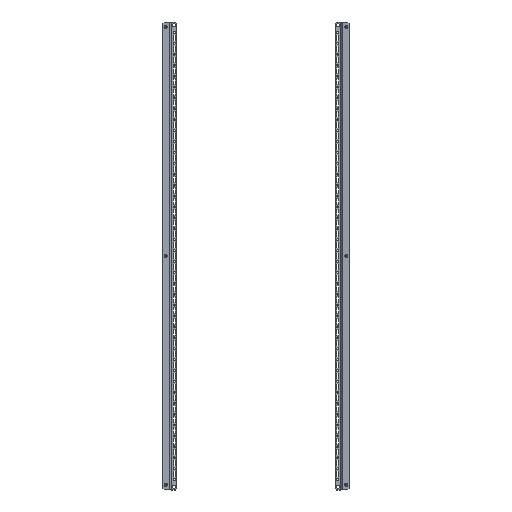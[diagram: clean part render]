
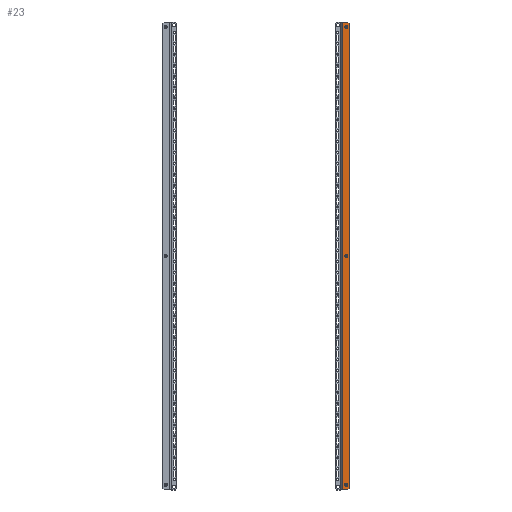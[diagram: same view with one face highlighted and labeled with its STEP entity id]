
A CAD part, top view. The second image highlights one B-rep face of the part: STEP entity #23.
In plain terms, the highlighted face is planar.
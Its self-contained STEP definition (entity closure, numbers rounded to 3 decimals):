
#23 = ADVANCED_FACE ( 'NONE', ( #2227, #2103, #3741, #9477 ), #6510, .T. ) ;
#255 = DIRECTION ( 'NONE',  ( 0., -1., 0. ) ) ;
#365 = DIRECTION ( 'NONE',  ( 0., 0., -1. ) ) ;
#595 = DIRECTION ( 'NONE',  ( -0.707, 0.707, 0. ) ) ;
#994 = CARTESIAN_POINT ( 'NONE',  ( -16.5, 535., 0. ) ) ;
#1037 = VERTEX_POINT ( 'NONE', #7173 ) ;
#1256 = ORIENTED_EDGE ( 'NONE', *, *, #2893, .F. ) ;
#1294 = VERTEX_POINT ( 'NONE', #6791 ) ;
#1300 = AXIS2_PLACEMENT_3D ( 'NONE', #9774, #9876, #10556 ) ;
#1616 = DIRECTION ( 'NONE',  ( -1., 0., 0. ) ) ;
#1676 = EDGE_CURVE ( 'NONE', #8851, #3376, #11235, .T. ) ;
#1966 = VERTEX_POINT ( 'NONE', #3845 ) ;
#2103 = FACE_OUTER_BOUND ( 'NONE', #2351, .T. ) ;
#2125 = CARTESIAN_POINT ( 'NONE',  ( -3.375, 536.5, 0. ) ) ;
#2159 = CARTESIAN_POINT ( 'NONE',  ( -11., 0., 0. ) ) ;
#2227 = FACE_BOUND ( 'NONE', #8423, .T. ) ;
#2309 = DIRECTION ( 'NONE',  ( 0., 0., -1. ) ) ;
#2351 = EDGE_LOOP ( 'NONE', ( #5487, #4991, #9611, #9914, #9314, #4318 ) ) ;
#2515 = ORIENTED_EDGE ( 'NONE', *, *, #4618, .T. ) ;
#2596 = VECTOR ( 'NONE', #595, 1000. ) ;
#2893 = EDGE_CURVE ( 'NONE', #1966, #3045, #9033, .T. ) ;
#2982 = DIRECTION ( 'NONE',  ( -1., 0., 0. ) ) ;
#2985 = LINE ( 'NONE', #994, #8874 ) ;
#3045 = VERTEX_POINT ( 'NONE', #4516 ) ;
#3206 = AXIS2_PLACEMENT_3D ( 'NONE', #6880, #8719, #1616 ) ;
#3309 = EDGE_CURVE ( 'NONE', #5414, #1037, #4678, .T. ) ;
#3376 = VERTEX_POINT ( 'NONE', #11111 ) ;
#3508 = DIRECTION ( 'NONE',  ( -1., 0., 0. ) ) ;
#3567 = EDGE_CURVE ( 'NONE', #1294, #1037, #6904, .T. ) ;
#3741 = FACE_BOUND ( 'NONE', #10274, .T. ) ;
#3845 = CARTESIAN_POINT ( 'NONE',  ( -7.5, 525., 0. ) ) ;
#3970 = AXIS2_PLACEMENT_3D ( 'NONE', #10501, #5326, #2982 ) ;
#4092 = CIRCLE ( 'NONE', #7348, 3.5 ) ;
#4318 = ORIENTED_EDGE ( 'NONE', *, *, #3309, .T. ) ;
#4330 = CARTESIAN_POINT ( 'NONE',  ( -18., -533.5, 0. ) ) ;
#4516 = CARTESIAN_POINT ( 'NONE',  ( -14.5, 525., 0. ) ) ;
#4618 = EDGE_CURVE ( 'NONE', #6611, #5710, #9589, .T. ) ;
#4678 = LINE ( 'NONE', #2125, #9713 ) ;
#4898 = CARTESIAN_POINT ( 'NONE',  ( -18., 536.5, 0. ) ) ;
#4917 = CIRCLE ( 'NONE', #9496, 3.5 ) ;
#4939 = ORIENTED_EDGE ( 'NONE', *, *, #1676, .F. ) ;
#4991 = ORIENTED_EDGE ( 'NONE', *, *, #10208, .T. ) ;
#5271 = DIRECTION ( 'NONE',  ( 1., 0., 0. ) ) ;
#5326 = DIRECTION ( 'NONE',  ( 0., 0., 1. ) ) ;
#5414 = VERTEX_POINT ( 'NONE', #7774 ) ;
#5487 = ORIENTED_EDGE ( 'NONE', *, *, #3567, .F. ) ;
#5642 = DIRECTION ( 'NONE',  ( 0., -1., 0. ) ) ;
#5710 = VERTEX_POINT ( 'NONE', #6404 ) ;
#5988 = DIRECTION ( 'NONE',  ( 0.707, 0.707, 0. ) ) ;
#6027 = LINE ( 'NONE', #11101, #2596 ) ;
#6180 = EDGE_CURVE ( 'NONE', #3045, #1966, #4092, .T. ) ;
#6184 = VECTOR ( 'NONE', #7556, 1000. ) ;
#6191 = ORIENTED_EDGE ( 'NONE', *, *, #8218, .T. ) ;
#6404 = CARTESIAN_POINT ( 'NONE',  ( -14.5, -525., 0. ) ) ;
#6507 = CIRCLE ( 'NONE', #10254, 3.5 ) ;
#6510 = PLANE ( 'NONE',  #8104 ) ;
#6538 = DIRECTION ( 'NONE',  ( -1., 0., 0. ) ) ;
#6612 = ORIENTED_EDGE ( 'NONE', *, *, #10987, .F. ) ;
#6611 = VERTEX_POINT ( 'NONE', #6830 ) ;
#6671 = VERTEX_POINT ( 'NONE', #11223 ) ;
#6678 = CARTESIAN_POINT ( 'NONE',  ( -11., -525., 0. ) ) ;
#6722 = LINE ( 'NONE', #4898, #6184 ) ;
#6791 = CARTESIAN_POINT ( 'NONE',  ( -15., -536.5, 0. ) ) ;
#6830 = CARTESIAN_POINT ( 'NONE',  ( -7.5, -525., 0. ) ) ;
#6880 = CARTESIAN_POINT ( 'NONE',  ( -11., 525., 0. ) ) ;
#6904 = LINE ( 'NONE', #9557, #10673 ) ;
#7173 = CARTESIAN_POINT ( 'NONE',  ( -3.375, -536.5, 0. ) ) ;
#7196 = CARTESIAN_POINT ( 'NONE',  ( -18., 536.5, 0. ) ) ;
#7348 = AXIS2_PLACEMENT_3D ( 'NONE', #10509, #8300, #7873 ) ;
#7476 = EDGE_CURVE ( 'NONE', #6671, #7983, #7495, .T. ) ;
#7495 = LINE ( 'NONE', #7196, #8741 ) ;
#7509 = DIRECTION ( 'NONE',  ( 0., 0., 1. ) ) ;
#7556 = DIRECTION ( 'NONE',  ( 1., 0., 0. ) ) ;
#7774 = CARTESIAN_POINT ( 'NONE',  ( -3.375, 536.5, 0. ) ) ;
#7873 = DIRECTION ( 'NONE',  ( -1., 0., 0. ) ) ;
#7983 = VERTEX_POINT ( 'NONE', #4330 ) ;
#8104 = AXIS2_PLACEMENT_3D ( 'NONE', #10775, #365, #6538 ) ;
#8206 = EDGE_LOOP ( 'NONE', ( #6191, #2515 ) ) ;
#8218 = EDGE_CURVE ( 'NONE', #5710, #6611, #6507, .T. ) ;
#8300 = DIRECTION ( 'NONE',  ( 0., 0., -1. ) ) ;
#8423 = EDGE_LOOP ( 'NONE', ( #4939, #6612 ) ) ;
#8719 = DIRECTION ( 'NONE',  ( 0., 0., -1. ) ) ;
#8741 = VECTOR ( 'NONE', #255, 1000. ) ;
#8851 = VERTEX_POINT ( 'NONE', #8855 ) ;
#8855 = CARTESIAN_POINT ( 'NONE',  ( -14.5, 0., 0. ) ) ;
#8874 = VECTOR ( 'NONE', #5988, 1000. ) ;
#9033 = CIRCLE ( 'NONE', #3206, 3.5 ) ;
#9314 = ORIENTED_EDGE ( 'NONE', *, *, #10015, .T. ) ;
#9477 = FACE_BOUND ( 'NONE', #8206, .T. ) ;
#9496 = AXIS2_PLACEMENT_3D ( 'NONE', #2159, #2309, #3508 ) ;
#9557 = CARTESIAN_POINT ( 'NONE',  ( -18., -536.5, 0. ) ) ;
#9589 = CIRCLE ( 'NONE', #3970, 3.5 ) ;
#9611 = ORIENTED_EDGE ( 'NONE', *, *, #7476, .F. ) ;
#9713 = VECTOR ( 'NONE', #5642, 1000. ) ;
#9774 = CARTESIAN_POINT ( 'NONE',  ( -11., 0., 0. ) ) ;
#9876 = DIRECTION ( 'NONE',  ( 0., 0., -1. ) ) ;
#9914 = ORIENTED_EDGE ( 'NONE', *, *, #11066, .T. ) ;
#10015 = EDGE_CURVE ( 'NONE', #11079, #5414, #6722, .T. ) ;
#10208 = EDGE_CURVE ( 'NONE', #1294, #7983, #6027, .T. ) ;
#10254 = AXIS2_PLACEMENT_3D ( 'NONE', #6678, #7509, #11037 ) ;
#10274 = EDGE_LOOP ( 'NONE', ( #10903, #1256 ) ) ;
#10501 = CARTESIAN_POINT ( 'NONE',  ( -11., -525., 0. ) ) ;
#10509 = CARTESIAN_POINT ( 'NONE',  ( -11., 525., 0. ) ) ;
#10556 = DIRECTION ( 'NONE',  ( -1., 0., 0. ) ) ;
#10673 = VECTOR ( 'NONE', #5271, 1000. ) ;
#10736 = CARTESIAN_POINT ( 'NONE',  ( -15., 536.5, 0. ) ) ;
#10775 = CARTESIAN_POINT ( 'NONE',  ( -18., 536.5, 0. ) ) ;
#10903 = ORIENTED_EDGE ( 'NONE', *, *, #6180, .F. ) ;
#10987 = EDGE_CURVE ( 'NONE', #3376, #8851, #4917, .T. ) ;
#11037 = DIRECTION ( 'NONE',  ( -1., 0., 0. ) ) ;
#11066 = EDGE_CURVE ( 'NONE', #6671, #11079, #2985, .T. ) ;
#11079 = VERTEX_POINT ( 'NONE', #10736 ) ;
#11101 = CARTESIAN_POINT ( 'NONE',  ( -553., 1.5, 0. ) ) ;
#11111 = CARTESIAN_POINT ( 'NONE',  ( -7.5, 0., 0. ) ) ;
#11223 = CARTESIAN_POINT ( 'NONE',  ( -18., 533.5, 0. ) ) ;
#11235 = CIRCLE ( 'NONE', #1300, 3.5 ) ;
